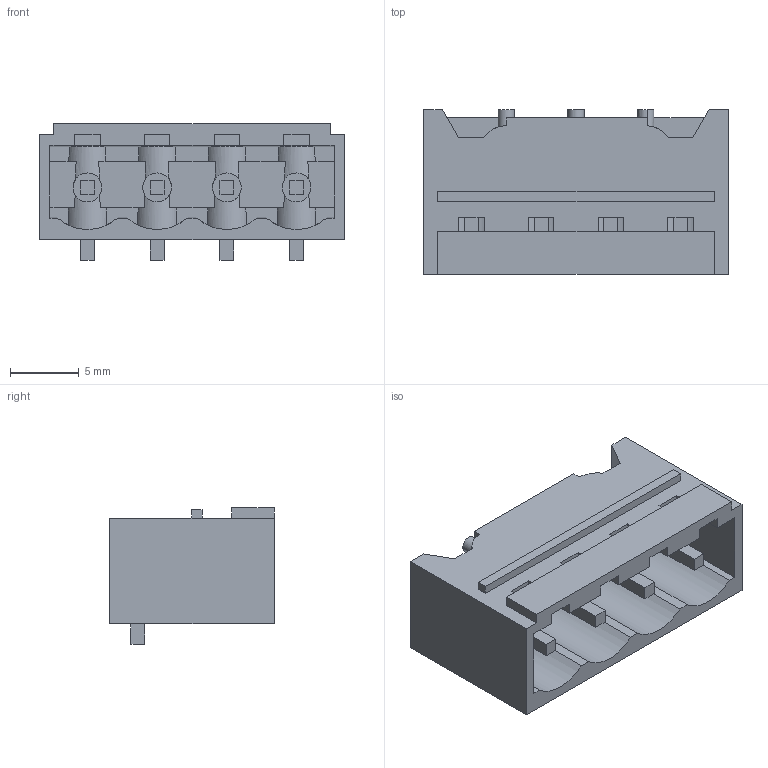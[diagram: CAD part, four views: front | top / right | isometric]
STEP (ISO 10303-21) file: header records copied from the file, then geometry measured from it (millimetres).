
FILE_DESCRIPTION(('CATIA V5 STEP Exchange','CAx-IF Rec.Pracs.--- Model Styling and Organization---1.4--- 2014-01-23'),'2;1');
FILE_NAME ('D1455855_2', '2022-05-19T11:54:07+00:00', ('none'), ('Weidmueller'), 'CATIA Version 5-6 Release 2016 SP3 HF44', 'CATIA V5 STEP AP214', 'none');
FILE_SCHEMA(('AUTOMOTIVE_DESIGN { 1 0 10303 214 1 1 1 1 }'));
Length unit declared in the file: millimetre
Products named in the file (1): 1775024001
Bounding box: 22.22 x 12 x 9.93 mm (x, y, z)
Volume: 881.5 mm3; surface area: 1992.5 mm2
Topology: 5 solids, 5 shells, 256 faces, 773 edges, 520 vertices
Faces by surface type: plane 215, cylinder 35, extrusion 6
Entity records: 8560 total; most frequent: CARTESIAN_POINT 1997, ORIENTED_EDGE 1546, DIRECTION 1051, EDGE_CURVE 773, VECTOR 589, LINE 583, VERTEX_POINT 520, AXIS2_PLACEMENT_3D 272
